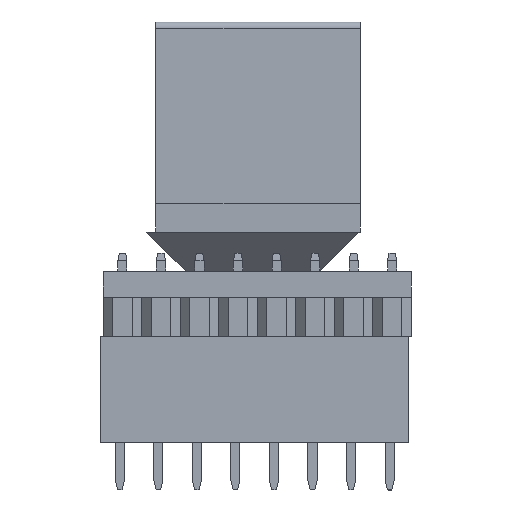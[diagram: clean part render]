
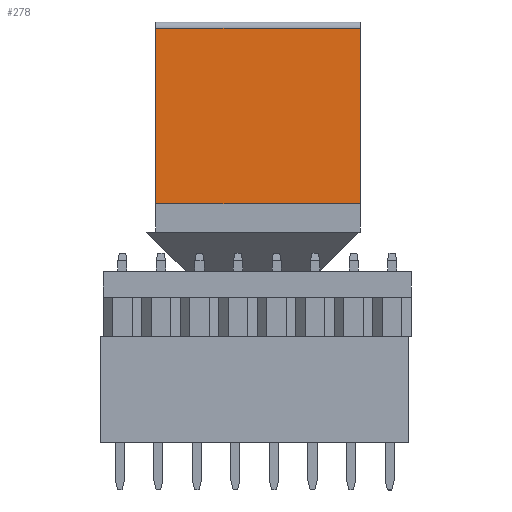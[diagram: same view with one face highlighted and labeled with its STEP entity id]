
A CAD part, front view. The second image highlights one B-rep face of the part: STEP entity #278.
In plain terms, the highlighted planar face has unit normal (0, -1, 0.018).
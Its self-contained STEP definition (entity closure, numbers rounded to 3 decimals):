
#223=CARTESIAN_POINT('',(147.346,2.415,23.634));
#224=VERTEX_POINT('',#223);
#231=CARTESIAN_POINT('',(133.875,2.415,23.634));
#232=VERTEX_POINT('',#231);
#233=CARTESIAN_POINT('',(133.875,2.415,23.634));
#234=DIRECTION('',(1.,0.,-0.));
#235=VECTOR('',#234,13.471);
#236=LINE('',#233,#235);
#237=EDGE_CURVE('NONE',#232,#224,#236,.T.);
#248=CARTESIAN_POINT('',(140.61,2.415,23.634));
#249=DIRECTION('',(0.,-1.,0.017));
#250=DIRECTION('',(0.,0.017,1.));
#251=AXIS2_PLACEMENT_3D('',#248,#249,#250);
#252=PLANE('',#251);
#253=CARTESIAN_POINT('',(147.346,2.617,35.194));
#254=VERTEX_POINT('',#253);
#255=CARTESIAN_POINT('',(133.875,2.617,35.194));
#256=VERTEX_POINT('',#255);
#257=CARTESIAN_POINT('',(147.346,2.617,35.194));
#258=DIRECTION('',(-1.,-0.,0.));
#259=VECTOR('',#258,13.471);
#260=LINE('',#257,#259);
#261=EDGE_CURVE('NONE',#254,#256,#260,.T.);
#262=ORIENTED_EDGE('',*,*,#261,.T.);
#263=CARTESIAN_POINT('',(133.875,2.617,35.194));
#264=DIRECTION('',(-0.,-0.017,-1.));
#265=VECTOR('',#264,11.562);
#266=LINE('',#263,#265);
#267=EDGE_CURVE('NONE',#256,#232,#266,.T.);
#268=ORIENTED_EDGE('',*,*,#267,.T.);
#269=ORIENTED_EDGE('',*,*,#237,.T.);
#270=CARTESIAN_POINT('',(147.346,2.617,35.194));
#271=DIRECTION('',(-0.,-0.017,-1.));
#272=VECTOR('',#271,11.562);
#273=LINE('',#270,#272);
#274=EDGE_CURVE('NONE',#254,#224,#273,.T.);
#275=ORIENTED_EDGE('',*,*,#274,.F.);
#276=EDGE_LOOP('',(#262,#268,#269,#275));
#277=FACE_BOUND('',#276,.T.);
#278=ADVANCED_FACE('NONE',(#277),#252,.T.);
